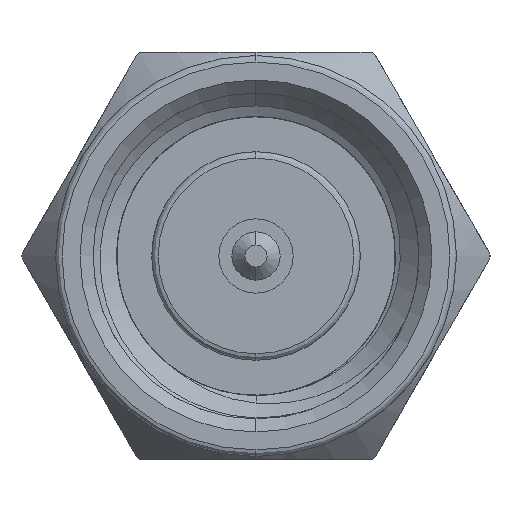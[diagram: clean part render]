
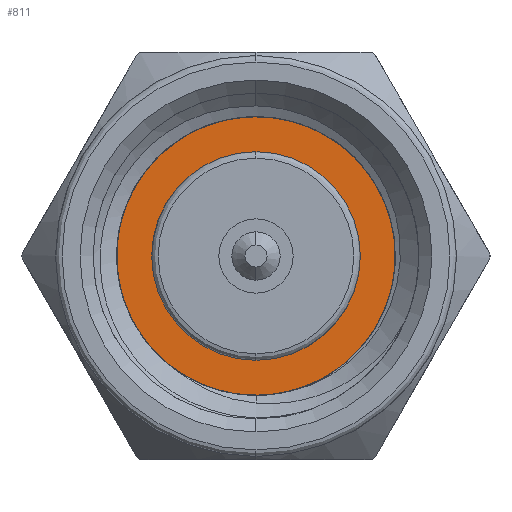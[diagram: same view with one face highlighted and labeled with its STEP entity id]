
A CAD part, left-side view. The second image highlights one B-rep face of the part: STEP entity #811.
In plain terms, the highlighted planar face has unit normal (-1, 0, 0).
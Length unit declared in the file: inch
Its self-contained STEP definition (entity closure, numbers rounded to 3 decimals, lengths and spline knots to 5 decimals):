
#29 = CARTESIAN_POINT ( 'NONE',  ( 0.15, 0.03855, 0.10218 ) ) ;
#62 = CARTESIAN_POINT ( 'NONE',  ( 0.15, 0.00289, -0.1205 ) ) ;
#235 = CARTESIAN_POINT ( 'NONE',  ( 0.15, 0.0437, 0.09963 ) ) ;
#238 = VERTEX_POINT ( 'NONE', #1025 ) ;
#251 = CARTESIAN_POINT ( 'NONE',  ( 0.15, -0.07478, 0.09032 ) ) ;
#284 = CARTESIAN_POINT ( 'NONE',  ( 0.15, -0.12458, -0.00733 ) ) ;
#301 = CARTESIAN_POINT ( 'NONE',  ( 0.15, -0.01118, 0.11249 ) ) ;
#328 = EDGE_CURVE ( 'NONE', #1843, #2729, #3287, .T. ) ;
#331 = CARTESIAN_POINT ( 'NONE',  ( 0.15, -0.05291, -0.1122 ) ) ;
#366 = CARTESIAN_POINT ( 'NONE',  ( 0.15, 0.01438, -0.11901 ) ) ;
#455 = DIRECTION ( 'NONE',  ( 0., 0., 1. ) ) ;
#557 = VERTEX_POINT ( 'NONE', #2687 ) ;
#575 = CARTESIAN_POINT ( 'NONE',  ( 0.15, -0.06331, -0.10755 ) ) ;
#591 = CARTESIAN_POINT ( 'NONE',  ( 0.15, 0.10416, -0.04019 ) ) ;
#671 = EDGE_CURVE ( 'NONE', #1257, #951, #2943, .T. ) ;
#685 = CARTESIAN_POINT ( 'NONE',  ( 0.15, 0.06247, 0.08682 ) ) ;
#718 = CARTESIAN_POINT ( 'NONE',  ( 0.15, 0.10575, 0.01604 ) ) ;
#719 = B_SPLINE_CURVE_WITH_KNOTS ( 'NONE', 3,
 ( #685, #2482, #987, #2749, #3052, #718 ),
 .UNSPECIFIED., .F., .F.,
 ( 4, 2, 4 ),
 ( 0., 0.00108, 0.00217 ),
 .UNSPECIFIED. ) ;
#743 = CARTESIAN_POINT ( 'NONE',  ( 0.15, -0.11352, 0.04226 ) ) ;
#760 = CARTESIAN_POINT ( 'NONE',  ( 0.15, -0.124, 0.00397 ) ) ;
#811 = ADVANCED_FACE ( 'NONE', ( #2063, #3046 ), #1290, .T. ) ;
#815 = CARTESIAN_POINT ( 'NONE',  ( 0.15, 0., -0.08 ) ) ;
#867 = DIRECTION ( 'NONE',  ( -1., 0., 0. ) ) ;
#873 = CIRCLE ( 'NONE', #1149, 0.08 ) ;
#882 = CARTESIAN_POINT ( 'NONE',  ( 0.15, 0.10697, -0.02916 ) ) ;
#899 = CARTESIAN_POINT ( 'NONE',  ( 0.15, -0.07301, -0.10146 ) ) ;
#901 = CARTESIAN_POINT ( 'NONE',  ( 0.15, 0., 0. ) ) ;
#951 = VERTEX_POINT ( 'NONE', #815 ) ;
#980 = DIRECTION ( 'NONE',  ( -1., 0., 0. ) ) ;
#987 = CARTESIAN_POINT ( 'NONE',  ( 0.15, 0.08386, 0.06788 ) ) ;
#993 = EDGE_CURVE ( 'NONE', #951, #1257, #873, .T. ) ;
#1015 = CARTESIAN_POINT ( 'NONE',  ( 0.15, -0.03911, 0.10764 ) ) ;
#1018 = ORIENTED_EDGE ( 'NONE', *, *, #993, .F. ) ;
#1025 = CARTESIAN_POINT ( 'NONE',  ( 0.15, 0.10575, 0.01604 ) ) ;
#1051 = CARTESIAN_POINT ( 'NONE',  ( 0.15, 0.10575, 0.01604 ) ) ;
#1086 = CARTESIAN_POINT ( 'NONE',  ( 0.15, -0.01973, -0.11989 ) ) ;
#1120 = CARTESIAN_POINT ( 'NONE',  ( 0.15, 0.10905, -0.00641 ) ) ;
#1127 = DIRECTION ( 'NONE',  ( -1., 0., 0. ) ) ;
#1149 = AXIS2_PLACEMENT_3D ( 'NONE', #3159, #867, #1638 ) ;
#1154 = CARTESIAN_POINT ( 'NONE',  ( 0.15, 0.1083, 0.00487 ) ) ;
#1257 = VERTEX_POINT ( 'NONE', #2688 ) ;
#1290 = PLANE ( 'NONE',  #1781 ) ;
#1311 = EDGE_LOOP ( 'NONE', ( #1018, #2339 ) ) ;
#1323 = CARTESIAN_POINT ( 'NONE',  ( 0.15, -0.08368, 0.08322 ) ) ;
#1391 = CARTESIAN_POINT ( 'NONE',  ( 0.15, 0.07521, -0.0896 ) ) ;
#1406 = CARTESIAN_POINT ( 'NONE',  ( 0.15, -0.031, -0.11822 ) ) ;
#1530 = CARTESIAN_POINT ( 'NONE',  ( 0.15, -0.11934, 0.02629 ) ) ;
#1560 = DIRECTION ( 'NONE',  ( 0., 0., 1. ) ) ;
#1587 = CARTESIAN_POINT ( 'NONE',  ( 0.15, 0.05808, 0.0905 ) ) ;
#1595 = CARTESIAN_POINT ( 'NONE',  ( 0.15, -0.12359, -0.01875 ) ) ;
#1605 = CARTESIAN_POINT ( 'NONE',  ( 0.15, -0.07003, 0.09357 ) ) ;
#1638 = DIRECTION ( 'NONE',  ( 0., 0., 1. ) ) ;
#1663 = B_SPLINE_CURVE_WITH_KNOTS ( 'NONE', 3,
 ( #1051, #1154, #1120, #882, #591, #1872, #1391, #2706, #2654, #2427, #1921, #366, #62, #1939, #1086, #1406, #3169, #331, #575, #899 ),
 .UNSPECIFIED., .F., .F.,
 ( 4, 2, 2, 2, 2, 2, 2, 2, 2, 4 ),
 ( 0., 0.00086, 0.00172, 0.00344, 0.00388, 0.00431, 0.00517, 0.0056, 0.00603, 0.00689 ),
 .UNSPECIFIED. ) ;
#1717 = DIRECTION ( 'NONE',  ( 0., 0., 1. ) ) ;
#1781 = AXIS2_PLACEMENT_3D ( 'NONE', #2031, #980, #455 ) ;
#1784 = CARTESIAN_POINT ( 'NONE',  ( 0.15, -0.0446, 0.10591 ) ) ;
#1820 = CARTESIAN_POINT ( 'NONE',  ( 0.15, -0.09936, 0.06701 ) ) ;
#1839 = CARTESIAN_POINT ( 'NONE',  ( 0.15, 0.02267, 0.10853 ) ) ;
#1843 = VERTEX_POINT ( 'NONE', #2494 ) ;
#1857 = CARTESIAN_POINT ( 'NONE',  ( 0.15, -0.1157, 0.03704 ) ) ;
#1872 = CARTESIAN_POINT ( 'NONE',  ( 0.15, 0.09065, -0.07158 ) ) ;
#1921 = CARTESIAN_POINT ( 'NONE',  ( 0.15, 0.03068, -0.11435 ) ) ;
#1939 = CARTESIAN_POINT ( 'NONE',  ( 0.15, -0.01409, -0.12033 ) ) ;
#1992 = AXIS2_PLACEMENT_3D ( 'NONE', #2915, #1127, #1560 ) ;
#2031 = CARTESIAN_POINT ( 'NONE',  ( 0.15, 0., 0. ) ) ;
#2040 = ORIENTED_EDGE ( 'NONE', *, *, #3273, .T. ) ;
#2063 = FACE_OUTER_BOUND ( 'NONE', #2746, .T. ) ;
#2068 = ORIENTED_EDGE ( 'NONE', *, *, #2570, .T. ) ;
#2311 = CARTESIAN_POINT ( 'NONE',  ( 0.15, 0.06247, 0.08682 ) ) ;
#2331 = ORIENTED_EDGE ( 'NONE', *, *, #328, .T. ) ;
#2339 = ORIENTED_EDGE ( 'NONE', *, *, #671, .F. ) ;
#2378 = AXIS2_PLACEMENT_3D ( 'NONE', #901, #2509, #1717 ) ;
#2427 = CARTESIAN_POINT ( 'NONE',  ( 0.15, 0.03599, -0.1124 ) ) ;
#2482 = CARTESIAN_POINT ( 'NONE',  ( 0.15, 0.07402, 0.07851 ) ) ;
#2494 = CARTESIAN_POINT ( 'NONE',  ( 0.15, -0.07301, -0.10146 ) ) ;
#2502 = B_SPLINE_CURVE_WITH_KNOTS ( 'NONE', 3,
 ( #3065, #284, #760, #2579, #1530, #1857, #743, #2594, #1820, #2628, #1323, #251, #1605, #2830, #3083, #1784, #1015, #3119, #301, #2811, #1839, #29, #235, #2562, #1587, #2311 ),
 .UNSPECIFIED., .F., .F.,
 ( 4, 2, 2, 2, 2, 2, 2, 2, 2, 2, 2, 2, 4 ),
 ( 0., 0.00086, 0.00129, 0.00172, 0.00258, 0.00301, 0.00345, 0.00388, 0.00431, 0.00517, 0.00603, 0.00646, 0.00689 ),
 .UNSPECIFIED. ) ;
#2509 = DIRECTION ( 'NONE',  ( -1., 0., 0. ) ) ;
#2562 = CARTESIAN_POINT ( 'NONE',  ( 0.15, 0.05345, 0.0938 ) ) ;
#2570 = EDGE_CURVE ( 'NONE', #557, #238, #719, .T. ) ;
#2579 = CARTESIAN_POINT ( 'NONE',  ( 0.15, -0.12081, 0.02072 ) ) ;
#2594 = CARTESIAN_POINT ( 'NONE',  ( 0.15, -0.10592, 0.05744 ) ) ;
#2628 = CARTESIAN_POINT ( 'NONE',  ( 0.15, -0.08782, 0.07938 ) ) ;
#2654 = CARTESIAN_POINT ( 'NONE',  ( 0.15, 0.04637, -0.1077 ) ) ;
#2687 = CARTESIAN_POINT ( 'NONE',  ( 0.15, 0.06247, 0.08682 ) ) ;
#2688 = CARTESIAN_POINT ( 'NONE',  ( 0.15, 0., 0.08 ) ) ;
#2706 = CARTESIAN_POINT ( 'NONE',  ( 0.15, 0.05142, -0.10495 ) ) ;
#2729 = VERTEX_POINT ( 'NONE', #1595 ) ;
#2746 = EDGE_LOOP ( 'NONE', ( #2331, #2040, #2068, #2818 ) ) ;
#2749 = CARTESIAN_POINT ( 'NONE',  ( 0.15, 0.09867, 0.04366 ) ) ;
#2811 = CARTESIAN_POINT ( 'NONE',  ( 0.15, 0.01167, 0.11102 ) ) ;
#2818 = ORIENTED_EDGE ( 'NONE', *, *, #3353, .T. ) ;
#2830 = CARTESIAN_POINT ( 'NONE',  ( 0.15, -0.06022, 0.09925 ) ) ;
#2915 = CARTESIAN_POINT ( 'NONE',  ( 0.15, 0., 0. ) ) ;
#2943 = CIRCLE ( 'NONE', #2378, 0.08 ) ;
#3046 = FACE_BOUND ( 'NONE', #1311, .T. ) ;
#3052 = CARTESIAN_POINT ( 'NONE',  ( 0.15, 0.10361, 0.03011 ) ) ;
#3065 = CARTESIAN_POINT ( 'NONE',  ( 0.15, -0.12359, -0.01875 ) ) ;
#3083 = CARTESIAN_POINT ( 'NONE',  ( 0.15, -0.05514, 0.10172 ) ) ;
#3119 = CARTESIAN_POINT ( 'NONE',  ( 0.15, -0.02249, 0.11154 ) ) ;
#3159 = CARTESIAN_POINT ( 'NONE',  ( 0.15, 0., 0. ) ) ;
#3169 = CARTESIAN_POINT ( 'NONE',  ( 0.15, -0.03661, -0.11698 ) ) ;
#3273 = EDGE_CURVE ( 'NONE', #2729, #557, #2502, .T. ) ;
#3287 = CIRCLE ( 'NONE', #1992, 0.125 ) ;
#3353 = EDGE_CURVE ( 'NONE', #238, #1843, #1663, .T. ) ;
